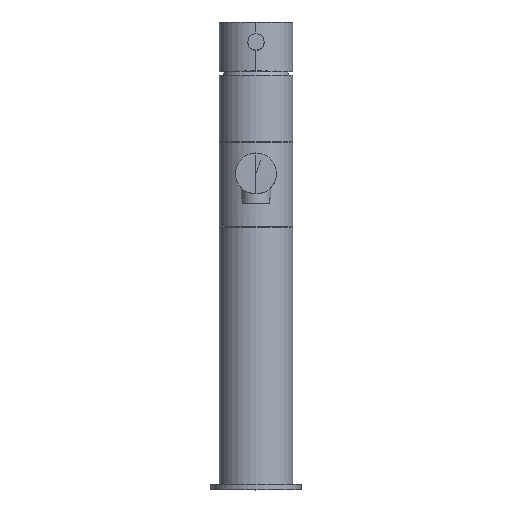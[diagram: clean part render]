
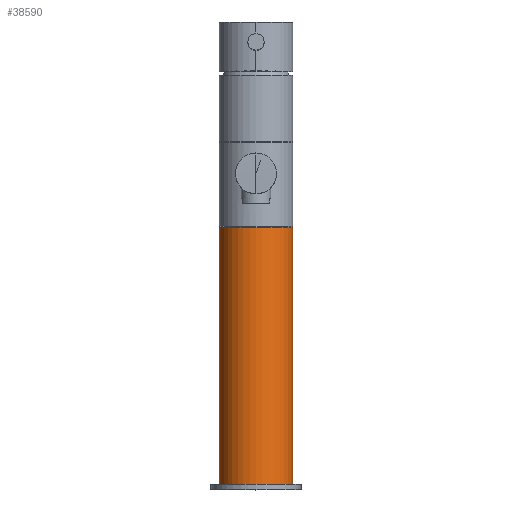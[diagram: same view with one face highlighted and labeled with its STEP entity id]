
A CAD part, top view. The second image highlights one B-rep face of the part: STEP entity #38590.
In plain terms, the highlighted cylindrical face has radius 22.5 mm (diameter 45 mm), a partial arc.
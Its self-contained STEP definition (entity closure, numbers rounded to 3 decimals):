
#13163=CARTESIAN_POINT('',(0.,11.3,0.));
#13164=DIRECTION('',(0.,-1.,0.));
#13165=DIRECTION('',(1.,0.,0.));
#13166=AXIS2_PLACEMENT_3D('',#13163,#13164,#13165);
#13173=DIRECTION('',(0.,1.,0.));
#13174=VECTOR('',#13173,157.);
#13175=CARTESIAN_POINT('',(22.5,-145.7,0.));
#13176=LINE('',#13175,#13174);
#13177=DIRECTION('',(0.,1.,0.));
#13178=VECTOR('',#13177,157.);
#13179=CARTESIAN_POINT('',(-22.5,-145.7,0.));
#13180=LINE('',#13179,#13178);
#14025=CARTESIAN_POINT('',(0.,-145.7,0.));
#14026=DIRECTION('',(0.,-1.,0.));
#14027=DIRECTION('',(1.,0.,0.));
#14028=AXIS2_PLACEMENT_3D('',#14025,#14026,#14027);
#15160=CARTESIAN_POINT('',(22.5,11.3,0.));
#15161=CARTESIAN_POINT('',(-22.5,11.3,0.));
#15162=VERTEX_POINT('',#15160);
#15163=VERTEX_POINT('',#15161);
#18011=CARTESIAN_POINT('',(22.5,-145.7,0.));
#18012=CARTESIAN_POINT('',(-22.5,-145.7,0.));
#18013=VERTEX_POINT('',#18011);
#18014=VERTEX_POINT('',#18012);
#38579=CARTESIAN_POINT('',(0.,19.15,0.));
#38580=DIRECTION('',(0.,-1.,0.));
#38581=DIRECTION('',(-1.,0.,0.));
#38582=AXIS2_PLACEMENT_3D('',#38579,#38580,#38581);
#38583=CYLINDRICAL_SURFACE('',#38582,22.5);
#38584=ORIENTED_EDGE('',*,*,#37071,.T.);
#38585=ORIENTED_EDGE('',*,*,#37048,.T.);
#38586=ORIENTED_EDGE('',*,*,#37022,.F.);
#38587=ORIENTED_EDGE('',*,*,#37045,.F.);
#38588=EDGE_LOOP('',(#38584,#38585,#38586,#38587));
#38589=FACE_OUTER_BOUND('',#38588,.F.);
#38590=ADVANCED_FACE('',(#38589),#38583,.T.);
#13167=CIRCLE('',#13166,22.5);
#14029=CIRCLE('',#14028,22.5);
#37022=EDGE_CURVE('',#15162,#15163,#13167,.T.);
#37045=EDGE_CURVE('',#18013,#15162,#13176,.T.);
#37048=EDGE_CURVE('',#18014,#15163,#13180,.T.);
#37071=EDGE_CURVE('',#18013,#18014,#14029,.T.);
